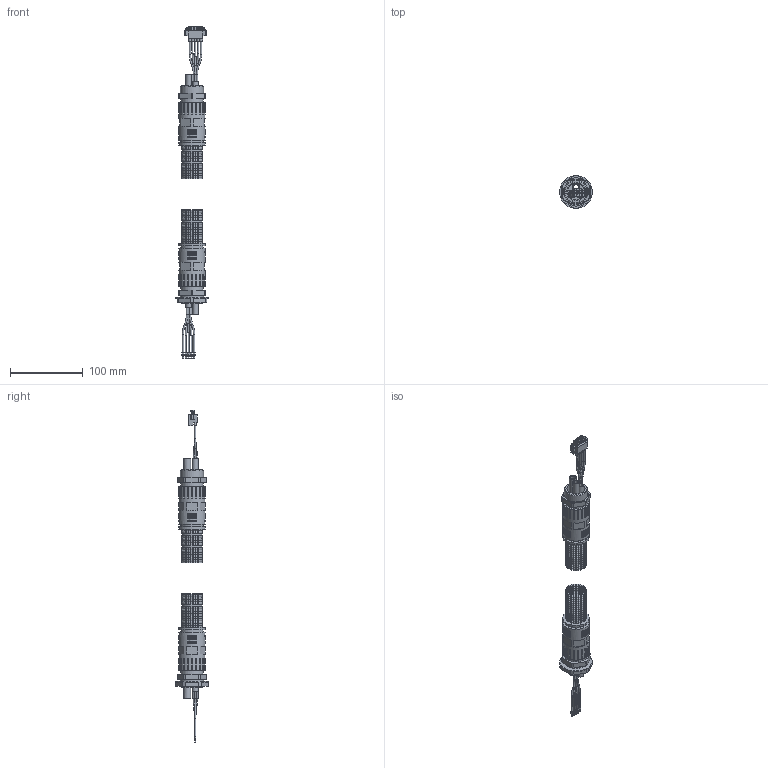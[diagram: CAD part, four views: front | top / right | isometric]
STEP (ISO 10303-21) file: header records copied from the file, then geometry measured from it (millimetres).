
FILE_DESCRIPTION(/* description */ ('STEP AP214'),/* implementation_level */ '2;1');
FILE_NAME(/* name */ '1585794_NHSB-A1-10-BLG5-LE5-PU8-2XBB',/* time_stamp */ '2024-09-12T22:36:42+02:00',/* author */ ('License CC BY-ND 4.0'),/* organization */ ('CADENAS'),/* preprocessor_version */ 'ST-DEVELOPER v19.3',/* originating_system */ 'PARTsolutions',/* authorisation */ ' ');
FILE_SCHEMA (('AUTOMOTIVE_DESIGN {1 0 10303 214 3 1 1}'));
Length unit declared in the file: millimetre
Products named in the file (10): 1585794 NHSB-A1-10-BLG5-LE5-PU8-2XBB; 1564159 RQGZ-M-M32x1.5; 2320550 1x7-1x8-1x10-M32x1.5; 197393 PUN-H-10X1,5-SW---(50); 197385 PUN-H-8X1,25-BL---(50); 2341875 5x0.75-11.100---(2); 725508 5POL; 1897173 NHBS-A1-10; 2341875 5x0.75-11.100---(1); 525499 GMP-GL-M32x1,5
Assembly tree (14 placements, depth 2):
  1585794 NHSB-A1-10-BLG5-LE5-PU8-2XBB
    1564159 RQGZ-M-M32x1.5  x2
    2320550 1x7-1x8-1x10-M32x1.5  x2
    197393 PUN-H-10X1,5-SW---(50)  x2
    197385 PUN-H-8X1,25-BL---(50)  x2
    2341875 5x0.75-11.100---(2)
    725508 5POL
    1897173 NHBS-A1-10  x2
    2341875 5x0.75-11.100---(1)
    525499 GMP-GL-M32x1,5
Bounding box: 45.2 x 45.2 x 457.48 mm (x, y, z)
Volume: 125553.6 mm3; surface area: 134262.5 mm2
Topology: 14 solids, 14 shells, 1698 faces, 3668 edges, 2304 vertices
Faces by surface type: plane 664, cylinder 601, torus 412, cone 21
Full cylindrical faces by diameter (mm): 1.2 x5, 1.6 x5, 1.75 x2, 2 x20, 2.5 x2, 2.6 x5, 2.8 x10, 3 x5, 3.8 x2, 3.9 x2, 5.7 x2, 7 x4, 8 x6, 10 x4, 22.5 x50, 23.5 x50, 25 x2, 25.1 x2, 25.5 x2, 27.5 x48, 28.2 x2, 28.5 x50, 30.376 x1, 30.7 x2, 31 x2, 32 x2, 37 x2, 37.2 x2, 45.2 x1
Entity records: 29702 total; most frequent: DIRECTION 5317, CARTESIAN_POINT 4645, ORIENTED_EDGE 4016, AXIS2_PLACEMENT_3D 2203, EDGE_CURVE 2008, EDGE_LOOP 1700, FACE_BOUND 1700, VERTEX_POINT 1526
